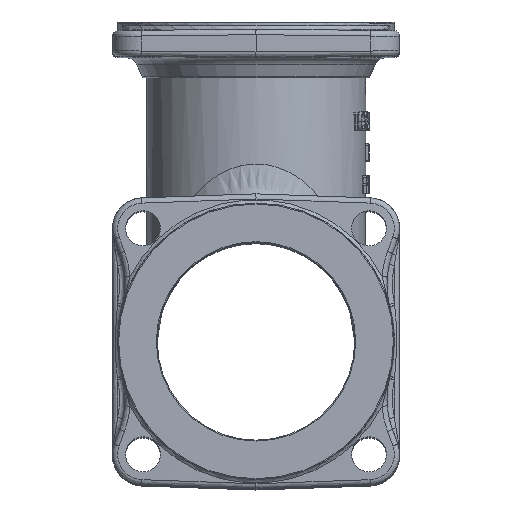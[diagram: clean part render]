
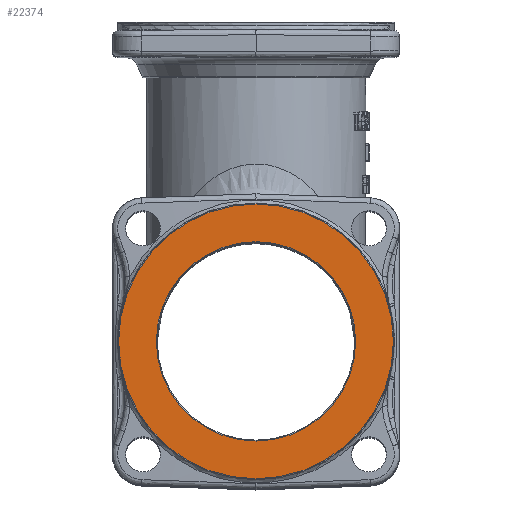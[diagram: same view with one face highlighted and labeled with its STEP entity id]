
A CAD part, top view. The second image highlights one B-rep face of the part: STEP entity #22374.
In plain terms, the highlighted planar face has unit normal (0, 0, 1).
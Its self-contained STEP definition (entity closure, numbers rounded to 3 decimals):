
#660 = EDGE_CURVE ( 'NONE', #22958, #3857, #35635, .T. ) ;
#3190 = DIRECTION ( 'NONE',  ( 0., 0., -1. ) ) ;
#3857 = VERTEX_POINT ( 'NONE', #15185 ) ;
#6919 = EDGE_LOOP ( 'NONE', ( #28266, #32524 ) ) ;
#7120 = FACE_OUTER_BOUND ( 'NONE', #6919, .T. ) ;
#8667 = VERTEX_POINT ( 'NONE', #20616 ) ;
#9067 = CIRCLE ( 'NONE', #27944, 55.5 ) ;
#9596 = DIRECTION ( 'NONE',  ( -1., 0., 0. ) ) ;
#10756 = EDGE_LOOP ( 'NONE', ( #60793, #54550 ) ) ;
#11736 = PLANE ( 'NONE',  #18841 ) ;
#12182 = CARTESIAN_POINT ( 'NONE',  ( 0., 0., 178. ) ) ;
#14211 = DIRECTION ( 'NONE',  ( -1., 0., 0. ) ) ;
#15185 = CARTESIAN_POINT ( 'NONE',  ( 55.5, 0., 178. ) ) ;
#15213 = EDGE_CURVE ( 'NONE', #50437, #8667, #18837, .T. ) ;
#17807 = AXIS2_PLACEMENT_3D ( 'NONE', #12182, #41482, #52348 ) ;
#18837 = CIRCLE ( 'NONE', #17807, 76.5 ) ;
#18841 = AXIS2_PLACEMENT_3D ( 'NONE', #27515, #57809, #31484 ) ;
#20616 = CARTESIAN_POINT ( 'NONE',  ( 76.5, 0., 178. ) ) ;
#22374 = ADVANCED_FACE ( 'NONE', ( #7120, #42674 ), #11736, .T. ) ;
#22958 = VERTEX_POINT ( 'NONE', #34912 ) ;
#23586 = DIRECTION ( 'NONE',  ( -1., 0., 0. ) ) ;
#27515 = CARTESIAN_POINT ( 'NONE',  ( 0., 55., 178. ) ) ;
#27944 = AXIS2_PLACEMENT_3D ( 'NONE', #32333, #37605, #14211 ) ;
#28202 = CARTESIAN_POINT ( 'NONE',  ( 0., 0., 178. ) ) ;
#28266 = ORIENTED_EDGE ( 'NONE', *, *, #15213, .F. ) ;
#28730 = AXIS2_PLACEMENT_3D ( 'NONE', #28202, #3190, #23586 ) ;
#31484 = DIRECTION ( 'NONE',  ( -1., 0., 0. ) ) ;
#32333 = CARTESIAN_POINT ( 'NONE',  ( 0., 0., 178. ) ) ;
#32524 = ORIENTED_EDGE ( 'NONE', *, *, #42439, .F. ) ;
#34912 = CARTESIAN_POINT ( 'NONE',  ( -55.5, 0., 178. ) ) ;
#35596 = CARTESIAN_POINT ( 'NONE',  ( 0., 0., 178. ) ) ;
#35635 = CIRCLE ( 'NONE', #50392, 55.5 ) ;
#37605 = DIRECTION ( 'NONE',  ( 0., 0., 1. ) ) ;
#40326 = CIRCLE ( 'NONE', #28730, 76.5 ) ;
#41482 = DIRECTION ( 'NONE',  ( 0., 0., -1. ) ) ;
#42439 = EDGE_CURVE ( 'NONE', #8667, #50437, #40326, .T. ) ;
#42674 = FACE_BOUND ( 'NONE', #10756, .T. ) ;
#44575 = CARTESIAN_POINT ( 'NONE',  ( -76.5, 0., 178. ) ) ;
#50392 = AXIS2_PLACEMENT_3D ( 'NONE', #35596, #64233, #9596 ) ;
#50437 = VERTEX_POINT ( 'NONE', #44575 ) ;
#52348 = DIRECTION ( 'NONE',  ( -1., 0., 0. ) ) ;
#54550 = ORIENTED_EDGE ( 'NONE', *, *, #58593, .F. ) ;
#57809 = DIRECTION ( 'NONE',  ( 0., 0., 1. ) ) ;
#58593 = EDGE_CURVE ( 'NONE', #3857, #22958, #9067, .T. ) ;
#60793 = ORIENTED_EDGE ( 'NONE', *, *, #660, .F. ) ;
#64233 = DIRECTION ( 'NONE',  ( 0., 0., 1. ) ) ;
